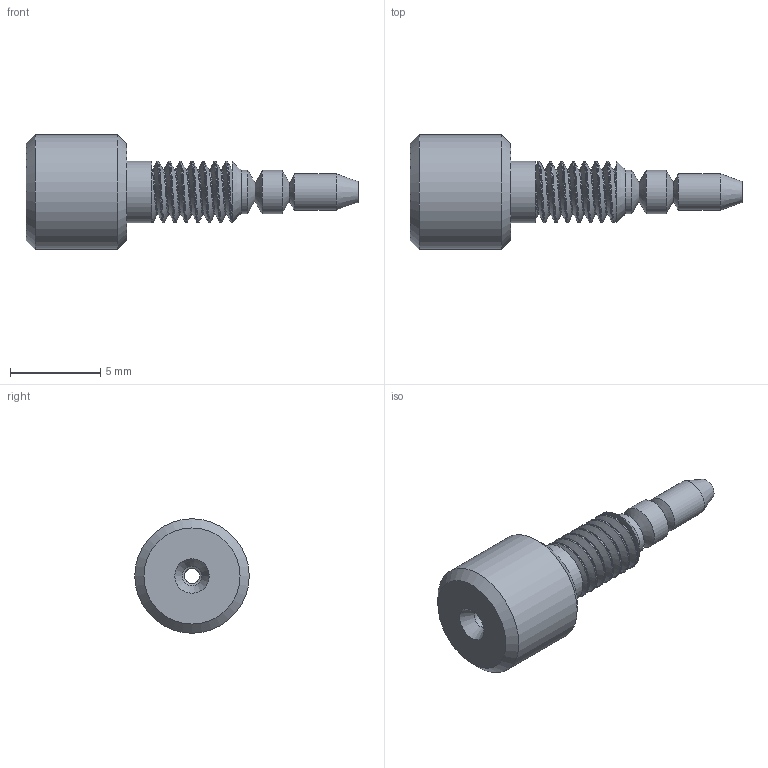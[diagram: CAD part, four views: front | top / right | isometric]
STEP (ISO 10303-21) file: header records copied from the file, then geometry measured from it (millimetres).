
FILE_DESCRIPTION((''),'2;1');
FILE_NAME('310113-C-NNFFPK Nut-ferrule one-piece.stp','2013-08-20T12:09:30',('Franzp'),(''),'Autodesk Inventor 2013','Autodesk Inventor 2013','');
FILE_SCHEMA(('AUTOMOTIVE_DESIGN { 1 0 10303 214 1 1 1 1 }'));
Length unit declared in the file: millimetre
Products named in the file (1): 330100
Bounding box: 18.41 x 6.35 x 6.35 mm (x, y, z)
Volume: 225.3 mm3; surface area: 437.4 mm2
Topology: 2 solids, 2 shells, 34 faces, 69 edges, 43 vertices
Faces by surface type: cylinder 10, cone 10, plane 8, bspline 6
Full cylindrical faces by diameter (mm): 0.84 x1, 1.07 x1, 2.032 x1, 2.413 x2, 2.487 x2, 3.429 x1, 6.35 x1
Entity records: 3001 total; most frequent: CARTESIAN_POINT 2371, DIRECTION 112, ORIENTED_EDGE 94, EDGE_LOOP 61, AXIS2_PLACEMENT_3D 56, EDGE_CURVE 47, VERTEX_POINT 40, FACE_OUTER_BOUND 34
